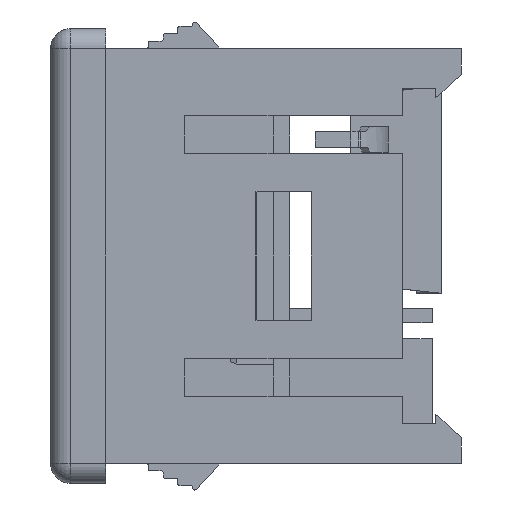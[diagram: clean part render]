
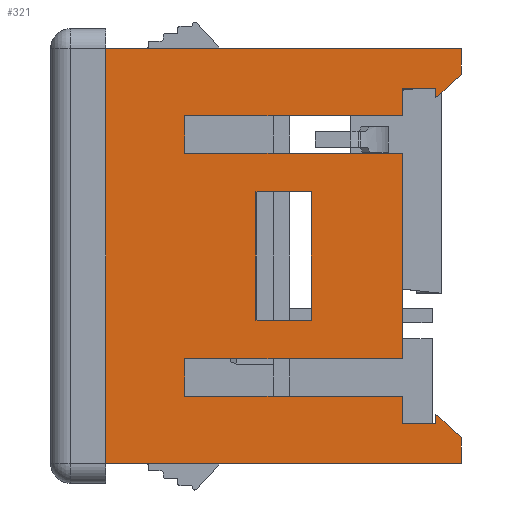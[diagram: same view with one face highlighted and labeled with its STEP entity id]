
A CAD part, left-side view. The second image highlights one B-rep face of the part: STEP entity #321.
In plain terms, the highlighted planar face has unit normal (-1, 0, 0).
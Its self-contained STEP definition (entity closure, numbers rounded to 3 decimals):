
#321=ADVANCED_FACE('',(#4044,#4046),#4048,.T.);
#4044=FACE_BOUND('',#4045,.T.);
#4045=EDGE_LOOP('',(#7968,#7969,#7970,#7971,#7972,#7973,#7974,#7975,#7976,#7977,
#7978,#7979,#7980,#7981,#7982,#7983,#7984,#7985,#7986,#7987));
#4046=FACE_BOUND('',#4047,.T.);
#4047=EDGE_LOOP('',(#7988,#7989,#7990,#7991));
#4048=PLANE('',#4049);
#4049=AXIS2_PLACEMENT_3D('',#4050,#4051,#4052);
#4050=CARTESIAN_POINT('',(-16.2,0.,-10.5));
#4051=DIRECTION('',(-1.,0.,0.));
#4052=DIRECTION('',(0.,0.,1.));
#7968=ORIENTED_EDGE('',*,*,#10918,.T.);
#7969=ORIENTED_EDGE('',*,*,#10919,.T.);
#7970=ORIENTED_EDGE('',*,*,#10920,.T.);
#7971=ORIENTED_EDGE('',*,*,#10921,.T.);
#7972=ORIENTED_EDGE('',*,*,#10922,.T.);
#7973=ORIENTED_EDGE('',*,*,#10923,.T.);
#7974=ORIENTED_EDGE('',*,*,#10909,.T.);
#7975=ORIENTED_EDGE('',*,*,#10924,.F.);
#7976=ORIENTED_EDGE('',*,*,#10925,.F.);
#7977=ORIENTED_EDGE('',*,*,#10926,.T.);
#7978=ORIENTED_EDGE('',*,*,#10927,.T.);
#7979=ORIENTED_EDGE('',*,*,#10928,.T.);
#7980=ORIENTED_EDGE('',*,*,#10929,.T.);
#7981=ORIENTED_EDGE('',*,*,#10930,.T.);
#7982=ORIENTED_EDGE('',*,*,#10931,.T.);
#7983=ORIENTED_EDGE('',*,*,#10932,.T.);
#7984=ORIENTED_EDGE('',*,*,#10933,.T.);
#7985=ORIENTED_EDGE('',*,*,#10934,.T.);
#7986=ORIENTED_EDGE('',*,*,#10935,.T.);
#7987=ORIENTED_EDGE('',*,*,#10936,.T.);
#7988=ORIENTED_EDGE('',*,*,#10937,.T.);
#7989=ORIENTED_EDGE('',*,*,#10938,.T.);
#7990=ORIENTED_EDGE('',*,*,#10939,.T.);
#7991=ORIENTED_EDGE('',*,*,#10940,.T.);
#10909=EDGE_CURVE('',#12444,#12442,#12445,.T.);
#10918=EDGE_CURVE('',#12461,#12462,#12463,.T.);
#10919=EDGE_CURVE('',#12462,#12464,#12465,.T.);
#10920=EDGE_CURVE('',#12464,#12466,#12467,.T.);
#10921=EDGE_CURVE('',#12466,#12468,#12469,.T.);
#10922=EDGE_CURVE('',#12468,#12470,#12471,.T.);
#10923=EDGE_CURVE('',#12470,#12444,#12472,.T.);
#10924=EDGE_CURVE('',#12473,#12442,#12474,.F.);
#10925=EDGE_CURVE('',#12475,#12473,#12476,.T.);
#10926=EDGE_CURVE('',#12475,#12477,#12478,.T.);
#10927=EDGE_CURVE('',#12477,#12479,#12480,.T.);
#10928=EDGE_CURVE('',#12479,#12481,#12482,.T.);
#10929=EDGE_CURVE('',#12481,#12483,#12484,.T.);
#10930=EDGE_CURVE('',#12483,#12485,#12486,.T.);
#10931=EDGE_CURVE('',#12485,#12487,#12488,.T.);
#10932=EDGE_CURVE('',#12487,#12489,#12490,.T.);
#10933=EDGE_CURVE('',#12489,#12491,#12492,.T.);
#10934=EDGE_CURVE('',#12491,#12493,#12494,.T.);
#10935=EDGE_CURVE('',#12493,#12495,#12496,.T.);
#10936=EDGE_CURVE('',#12495,#12461,#12497,.T.);
#10937=EDGE_CURVE('',#12498,#12499,#12500,.T.);
#10938=EDGE_CURVE('',#12499,#12501,#12502,.T.);
#10939=EDGE_CURVE('',#12501,#12503,#12504,.T.);
#10940=EDGE_CURVE('',#12503,#12498,#12505,.T.);
#12442=VERTEX_POINT('',#14575);
#12444=VERTEX_POINT('',#14579);
#12445=LINE('',#14580,#14581);
#12461=VERTEX_POINT('',#14614);
#12462=VERTEX_POINT('',#14615);
#12463=LINE('',#14616,#14617);
#12464=VERTEX_POINT('',#14619);
#12465=LINE('',#14620,#14621);
#12466=VERTEX_POINT('',#14623);
#12467=LINE('',#14624,#14625);
#12468=VERTEX_POINT('',#14627);
#12469=LINE('',#14628,#14629);
#12470=VERTEX_POINT('',#14631);
#12471=LINE('',#14632,#14633);
#12472=LINE('',#14635,#14636);
#12473=VERTEX_POINT('',#14638);
#12474=LINE('',#14639,#14640);
#12475=VERTEX_POINT('',#14642);
#12476=LINE('',#14643,#14644);
#12477=VERTEX_POINT('',#14646);
#12478=LINE('',#14647,#14648);
#12479=VERTEX_POINT('',#14650);
#12480=LINE('',#14651,#14652);
#12481=VERTEX_POINT('',#14654);
#12482=LINE('',#14655,#14656);
#12483=VERTEX_POINT('',#14658);
#12484=LINE('',#14659,#14660);
#12485=VERTEX_POINT('',#14662);
#12486=LINE('',#14663,#14664);
#12487=VERTEX_POINT('',#14666);
#12488=LINE('',#14667,#14668);
#12489=VERTEX_POINT('',#14670);
#12490=LINE('',#14671,#14672);
#12491=VERTEX_POINT('',#14674);
#12492=LINE('',#14675,#14676);
#12493=VERTEX_POINT('',#14678);
#12494=LINE('',#14679,#14680);
#12495=VERTEX_POINT('',#14682);
#12496=LINE('',#14683,#14684);
#12497=LINE('',#14686,#14687);
#12498=VERTEX_POINT('',#14689);
#12499=VERTEX_POINT('',#14690);
#12500=LINE('',#14691,#14692);
#12501=VERTEX_POINT('',#14694);
#12502=LINE('',#14695,#14696);
#12503=VERTEX_POINT('',#14698);
#12504=LINE('',#14699,#14700);
#12505=LINE('',#14702,#14703);
#14575=CARTESIAN_POINT('',(-16.2,15.,10.5));
#14579=CARTESIAN_POINT('',(-16.2,-3.,10.5));
#14580=CARTESIAN_POINT('',(-16.2,-3.,10.5));
#14581=VECTOR('',#14582,1.);
#14582=DIRECTION('',(0.,1.,0.));
#14614=CARTESIAN_POINT('',(-16.2,11.,7.1));
#14615=CARTESIAN_POINT('',(-16.2,0.,7.1));
#14616=CARTESIAN_POINT('',(-16.2,11.,7.1));
#14617=VECTOR('',#14618,1.);
#14618=DIRECTION('',(0.,-1.,0.));
#14619=CARTESIAN_POINT('',(-16.2,0.,8.5));
#14620=CARTESIAN_POINT('',(-16.2,0.,7.1));
#14621=VECTOR('',#14622,1.);
#14622=DIRECTION('',(0.,0.,1.));
#14623=CARTESIAN_POINT('',(-16.2,-1.7,8.5));
#14624=CARTESIAN_POINT('',(-16.2,0.,8.5));
#14625=VECTOR('',#14626,1.);
#14626=DIRECTION('',(0.,-1.,0.));
#14627=CARTESIAN_POINT('',(-16.2,-1.7,8.));
#14628=CARTESIAN_POINT('',(-16.2,-1.7,8.5));
#14629=VECTOR('',#14630,1.);
#14630=DIRECTION('',(0.,0.,-1.));
#14631=CARTESIAN_POINT('',(-16.2,-3.,9.2));
#14632=CARTESIAN_POINT('',(-16.2,-1.7,8.));
#14633=VECTOR('',#14634,1.);
#14634=DIRECTION('',(0.,-0.735,0.678));
#14635=CARTESIAN_POINT('',(-16.2,-3.,9.2));
#14636=VECTOR('',#14637,1.);
#14637=DIRECTION('',(0.,0.,1.));
#14638=CARTESIAN_POINT('',(-16.2,15.,-10.5));
#14639=CARTESIAN_POINT('',(-16.2,15.,10.5));
#14640=VECTOR('',#14641,1.);
#14641=DIRECTION('',(0.,0.,-1.));
#14642=CARTESIAN_POINT('',(-16.2,-3.,-10.5));
#14643=CARTESIAN_POINT('',(-16.2,-3.,-10.5));
#14644=VECTOR('',#14645,1.);
#14645=DIRECTION('',(0.,1.,0.));
#14646=CARTESIAN_POINT('',(-16.2,-3.,-9.2));
#14647=CARTESIAN_POINT('',(-16.2,-3.,-10.5));
#14648=VECTOR('',#14649,1.);
#14649=DIRECTION('',(0.,0.,1.));
#14650=CARTESIAN_POINT('',(-16.2,-1.7,-8.));
#14651=CARTESIAN_POINT('',(-16.2,-3.,-9.2));
#14652=VECTOR('',#14653,1.);
#14653=DIRECTION('',(0.,0.735,0.678));
#14654=CARTESIAN_POINT('',(-16.2,-1.7,-8.5));
#14655=CARTESIAN_POINT('',(-16.2,-1.7,-8.));
#14656=VECTOR('',#14657,1.);
#14657=DIRECTION('',(0.,0.,-1.));
#14658=CARTESIAN_POINT('',(-16.2,0.,-8.5));
#14659=CARTESIAN_POINT('',(-16.2,-1.7,-8.5));
#14660=VECTOR('',#14661,1.);
#14661=DIRECTION('',(0.,1.,0.));
#14662=CARTESIAN_POINT('',(-16.2,0.,-7.1));
#14663=CARTESIAN_POINT('',(-16.2,0.,-8.5));
#14664=VECTOR('',#14665,1.);
#14665=DIRECTION('',(0.,0.,1.));
#14666=CARTESIAN_POINT('',(-16.2,11.,-7.1));
#14667=CARTESIAN_POINT('',(-16.2,0.,-7.1));
#14668=VECTOR('',#14669,1.);
#14669=DIRECTION('',(0.,1.,0.));
#14670=CARTESIAN_POINT('',(-16.2,11.,-5.2));
#14671=CARTESIAN_POINT('',(-16.2,11.,-7.1));
#14672=VECTOR('',#14673,1.);
#14673=DIRECTION('',(0.,0.,1.));
#14674=CARTESIAN_POINT('',(-16.2,0.,-5.2));
#14675=CARTESIAN_POINT('',(-16.2,11.,-5.2));
#14676=VECTOR('',#14677,1.);
#14677=DIRECTION('',(0.,-1.,0.));
#14678=CARTESIAN_POINT('',(-16.2,0.,5.2));
#14679=CARTESIAN_POINT('',(-16.2,0.,-5.2));
#14680=VECTOR('',#14681,1.);
#14681=DIRECTION('',(0.,0.,1.));
#14682=CARTESIAN_POINT('',(-16.2,11.,5.2));
#14683=CARTESIAN_POINT('',(-16.2,0.,5.2));
#14684=VECTOR('',#14685,1.);
#14685=DIRECTION('',(0.,1.,0.));
#14686=CARTESIAN_POINT('',(-16.2,11.,5.2));
#14687=VECTOR('',#14688,1.);
#14688=DIRECTION('',(0.,0.,1.));
#14689=CARTESIAN_POINT('',(-16.2,7.4,-3.25));
#14690=CARTESIAN_POINT('',(-16.2,7.4,3.25));
#14691=CARTESIAN_POINT('',(-16.2,7.4,-3.25));
#14692=VECTOR('',#14693,1.);
#14693=DIRECTION('',(0.,0.,1.));
#14694=CARTESIAN_POINT('',(-16.2,4.6,3.25));
#14695=CARTESIAN_POINT('',(-16.2,7.4,3.25));
#14696=VECTOR('',#14697,1.);
#14697=DIRECTION('',(0.,-1.,0.));
#14698=CARTESIAN_POINT('',(-16.2,4.6,-3.25));
#14699=CARTESIAN_POINT('',(-16.2,4.6,3.25));
#14700=VECTOR('',#14701,1.);
#14701=DIRECTION('',(0.,0.,-1.));
#14702=CARTESIAN_POINT('',(-16.2,4.6,-3.25));
#14703=VECTOR('',#14704,1.);
#14704=DIRECTION('',(0.,1.,0.));
